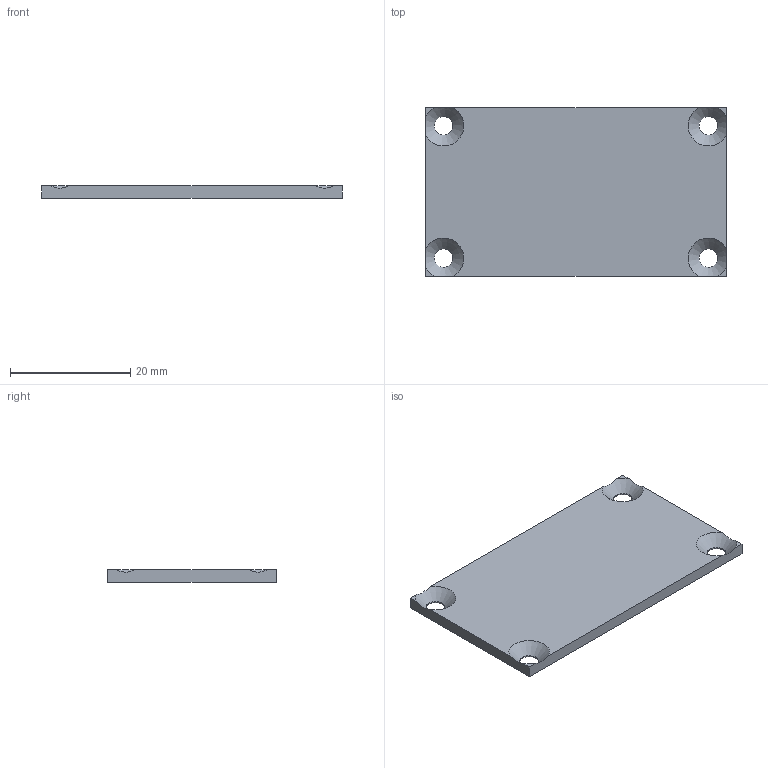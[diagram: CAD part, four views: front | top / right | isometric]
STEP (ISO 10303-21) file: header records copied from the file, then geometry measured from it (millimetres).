
FILE_DESCRIPTION(/* description */ ('STEP AP242','CAx-IF Rec.Pracs.---Representation and Presentation of Product Manufacturing Information (PMI)---4.0---2014-10-13','CAx-IF Rec.Pracs.---3D Tessellated Geometry---0.4---2014-09-14','2;1'),/* implementation_level */ '2;1');
FILE_NAME(/* name */ '68b00db811b99720e34f68bf',/* time_stamp */ '2025-08-28T08:05:13Z',/* author */ (''),/* organization */ (''),/* preprocessor_version */ 'ST-DEVELOPER v20',/* originating_system */ 'ONSHAPE BY PTC INC, 1.202',/* authorisation */ ' ');
FILE_SCHEMA (('AP242_MANAGED_MODEL_BASED_3D_ENGINEERING_MIM_LF { 1 0 10303 442 1 1 4 }'));
Length unit declared in the file: metre
Products named in the file (1): cover
Bounding box: 50 x 28 x 2 mm (x, y, z)
Volume: 2651.9 mm3; surface area: 3097.1 mm2
Topology: 1 solids, 1 shells, 18 faces, 60 edges, 40 vertices
Faces by surface type: plane 10, cone 4, cylinder 4
Full cylindrical faces by diameter (mm): 3.1 x4
Entity records: 602 total; most frequent: CARTESIAN_POINT 127, DIRECTION 90, ORIENTED_EDGE 88, EDGE_CURVE 44, AXIS2_PLACEMENT_3D 35, VERTEX_POINT 32, EDGE_LOOP 30, FACE_BOUND 30
